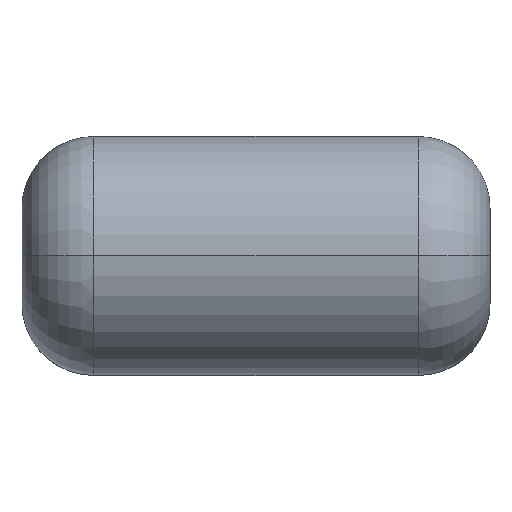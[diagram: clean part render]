
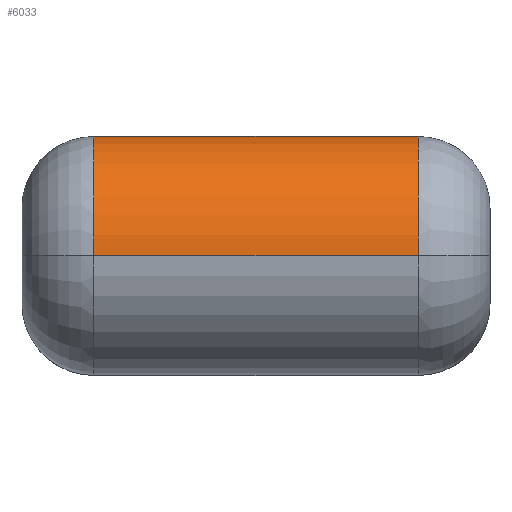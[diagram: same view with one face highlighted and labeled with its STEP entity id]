
A CAD part, top view. The second image highlights one B-rep face of the part: STEP entity #6033.
In plain terms, the highlighted cylindrical face has radius 2.5 mm (diameter 5 mm), a partial arc.
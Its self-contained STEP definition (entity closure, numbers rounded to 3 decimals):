
#144 = CIRCLE ( 'NONE', #6513, 2.5 ) ;
#830 = DIRECTION ( 'NONE',  ( 1., 0., 0. ) ) ;
#1469 = CARTESIAN_POINT ( 'NONE',  ( 3.4, 0., 6.2 ) ) ;
#1586 = FACE_OUTER_BOUND ( 'NONE', #2186, .T. ) ;
#1742 = CARTESIAN_POINT ( 'NONE',  ( 3.4, 0., 8.7 ) ) ;
#1749 = DIRECTION ( 'NONE',  ( -1., 0., 0. ) ) ;
#2186 = EDGE_LOOP ( 'NONE', ( #10059, #5782, #6090, #12191 ) ) ;
#2195 = CARTESIAN_POINT ( 'NONE',  ( -4.9, 2.5, 6.2 ) ) ;
#2296 = VECTOR ( 'NONE', #6342, 1000. ) ;
#2405 = LINE ( 'NONE', #2195, #2296 ) ;
#2881 = CYLINDRICAL_SURFACE ( 'NONE', #3769, 2.5 ) ;
#3543 = CARTESIAN_POINT ( 'NONE',  ( 0., 0., 8.7 ) ) ;
#3653 = DIRECTION ( 'NONE',  ( 0., 0., 1. ) ) ;
#3769 = AXIS2_PLACEMENT_3D ( 'NONE', #5775, #9655, #10667 ) ;
#3770 = AXIS2_PLACEMENT_3D ( 'NONE', #4679, #830, #9754 ) ;
#3870 = VERTEX_POINT ( 'NONE', #5934 ) ;
#3884 = EDGE_CURVE ( 'NONE', #8566, #3870, #9290, .T. ) ;
#4285 = VERTEX_POINT ( 'NONE', #8530 ) ;
#4558 = VERTEX_POINT ( 'NONE', #1742 ) ;
#4644 = VECTOR ( 'NONE', #1749, 1000. ) ;
#4679 = CARTESIAN_POINT ( 'NONE',  ( -3.4, 0., 6.2 ) ) ;
#5775 = CARTESIAN_POINT ( 'NONE',  ( 0., 0., 6.2 ) ) ;
#5782 = ORIENTED_EDGE ( 'NONE', *, *, #3884, .T. ) ;
#5934 = CARTESIAN_POINT ( 'NONE',  ( -3.4, 0., 8.7 ) ) ;
#6033 = ADVANCED_FACE ( 'NONE', ( #1586 ), #2881, .T. ) ;
#6090 = ORIENTED_EDGE ( 'NONE', *, *, #12132, .F. ) ;
#6342 = DIRECTION ( 'NONE',  ( 1., 0., 0. ) ) ;
#6513 = AXIS2_PLACEMENT_3D ( 'NONE', #1469, #6569, #3653 ) ;
#6569 = DIRECTION ( 'NONE',  ( -1., 0., 0. ) ) ;
#8530 = CARTESIAN_POINT ( 'NONE',  ( 3.4, 2.5, 6.2 ) ) ;
#8566 = VERTEX_POINT ( 'NONE', #8820 ) ;
#8820 = CARTESIAN_POINT ( 'NONE',  ( -3.4, 2.5, 6.2 ) ) ;
#9290 = CIRCLE ( 'NONE', #3770, 2.5 ) ;
#9655 = DIRECTION ( 'NONE',  ( -1., 0., 0. ) ) ;
#9754 = DIRECTION ( 'NONE',  ( 0., 0., -1. ) ) ;
#10059 = ORIENTED_EDGE ( 'NONE', *, *, #11897, .F. ) ;
#10667 = DIRECTION ( 'NONE',  ( 0., 0., 1. ) ) ;
#11897 = EDGE_CURVE ( 'NONE', #8566, #4285, #2405, .T. ) ;
#12132 = EDGE_CURVE ( 'NONE', #4558, #3870, #12464, .T. ) ;
#12191 = ORIENTED_EDGE ( 'NONE', *, *, #12586, .T. ) ;
#12464 = LINE ( 'NONE', #3543, #4644 ) ;
#12586 = EDGE_CURVE ( 'NONE', #4558, #4285, #144, .T. ) ;
